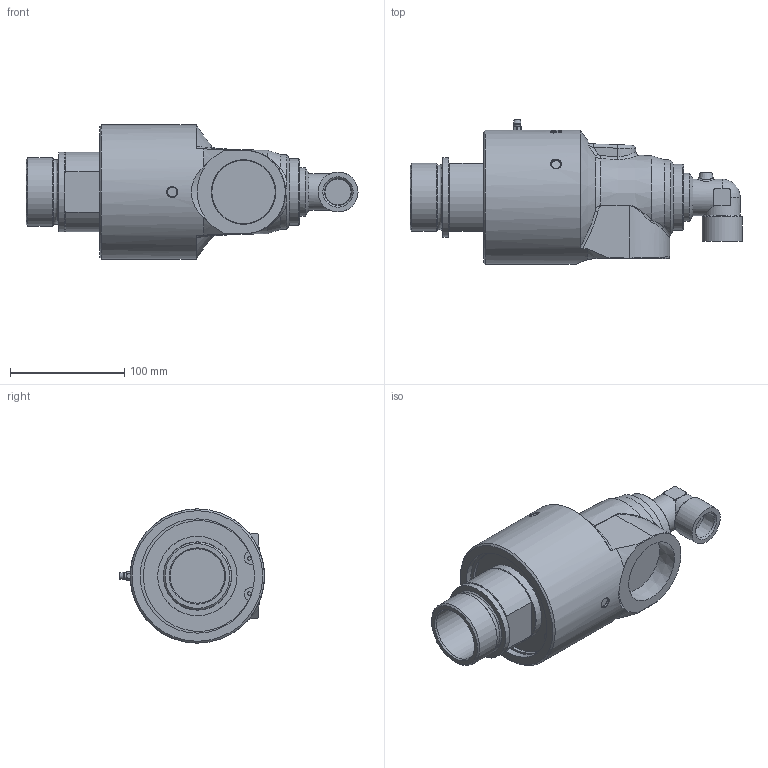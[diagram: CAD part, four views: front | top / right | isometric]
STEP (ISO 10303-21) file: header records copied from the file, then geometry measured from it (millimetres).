
FILE_DESCRIPTION(/* description */ (''),/* implementation_level */ '2;1');
FILE_NAME(/* name */ '655-500-124468-IC.stp',/* time_stamp */ '2020-05-20T14:26:36-05:00',/* author */ ('dyurkovich'),/* organization */ (''),/* preprocessor_version */ 'ST-DEVELOPER v18',/* originating_system */ 'Autodesk Inventor 2020',/* authorisation */ '');
FILE_SCHEMA (('AUTOMOTIVE_DESIGN { 1 0 10303 214 3 1 1 }'));
Length unit declared in the file: millimetre
Products named in the file (1): 655-500-124468-IC
Bounding box: 290.62 x 126.91 x 117.5 mm (x, y, z)
Volume: 1550611 mm3; surface area: 112174.1 mm2
Topology: 1 solids, 2 shells, 548 faces, 1497 edges, 997 vertices
Faces by surface type: bspline 268, plane 147, cylinder 77, cone 47, torus 8, sphere 1
Full cylindrical faces by diameter (mm): 2.005 x1, 3.12 x2, 3.5 x1, 8.6 x3, 32 x1, 35 x1, 47.6 x1, 58 x1, 59.61 x1, 69.5 x2, 100.08 x1, 117.5 x1
Entity records: 32324 total; most frequent: CARTESIAN_POINT 19604, ORIENTED_EDGE 2992, DIRECTION 1972, EDGE_CURVE 1496, VERTEX_POINT 997, AXIS2_PLACEMENT_3D 740, EDGE_LOOP 595, FACE_OUTER_BOUND 548
